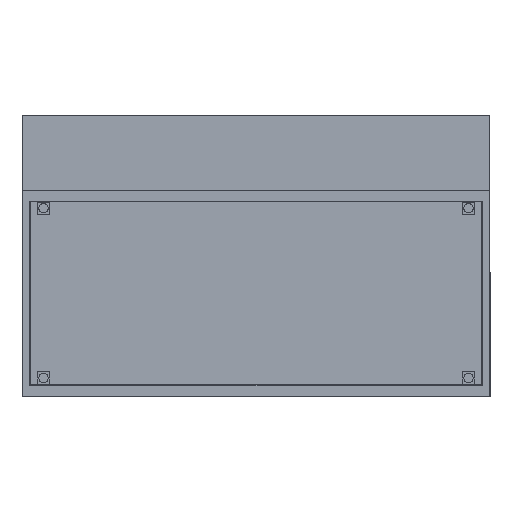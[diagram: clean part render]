
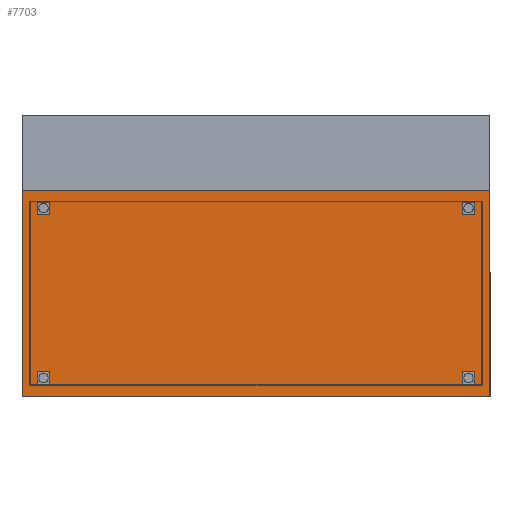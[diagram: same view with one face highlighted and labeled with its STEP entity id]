
A CAD part, front view. The second image highlights one B-rep face of the part: STEP entity #7703.
In plain terms, the highlighted planar face has unit normal (0, -1, 0).
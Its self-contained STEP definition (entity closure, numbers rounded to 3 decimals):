
#264=FACE_OUTER_BOUND('',#727,.T.);
#727=EDGE_LOOP('',(#5283,#5284,#5285,#5286));
#1268=LINE('',#11057,#2295);
#1271=LINE('',#11063,#2298);
#1274=LINE('',#11069,#2301);
#1277=LINE('',#11073,#2304);
#2295=VECTOR('',#8927,10.);
#2298=VECTOR('',#8932,10.);
#2301=VECTOR('',#8937,10.);
#2304=VECTOR('',#8942,10.);
#3282=VERTEX_POINT('',#11054);
#3283=VERTEX_POINT('',#11056);
#3285=VERTEX_POINT('',#11062);
#3287=VERTEX_POINT('',#11068);
#4054=EDGE_CURVE('',#3283,#3282,#1268,.T.);
#4057=EDGE_CURVE('',#3285,#3283,#1271,.T.);
#4060=EDGE_CURVE('',#3287,#3285,#1274,.T.);
#4063=EDGE_CURVE('',#3282,#3287,#1277,.T.);
#5283=ORIENTED_EDGE('',*,*,#4063,.T.);
#5284=ORIENTED_EDGE('',*,*,#4060,.T.);
#5285=ORIENTED_EDGE('',*,*,#4057,.T.);
#5286=ORIENTED_EDGE('',*,*,#4054,.T.);
#7272=PLANE('',#8232);
#7703=ADVANCED_FACE('',(#264),#7272,.T.);
#8232=AXIS2_PLACEMENT_3D('',#11074,#8943,#8944);
#8927=DIRECTION('',(1.,0.,0.));
#8932=DIRECTION('',(0.,0.,-1.));
#8937=DIRECTION('',(-1.,0.,0.));
#8942=DIRECTION('',(0.,0.,1.));
#8943=DIRECTION('center_axis',(0.,-1.,0.));
#8944=DIRECTION('ref_axis',(0.,0.,-1.));
#11054=CARTESIAN_POINT('',(750.,-360.,-451.));
#11056=CARTESIAN_POINT('',(-750.,-360.,-451.));
#11057=CARTESIAN_POINT('',(-750.,-360.,-451.));
#11062=CARTESIAN_POINT('',(-750.,-360.,211.));
#11063=CARTESIAN_POINT('',(-750.,-360.,451.));
#11068=CARTESIAN_POINT('',(750.,-360.,211.));
#11069=CARTESIAN_POINT('',(750.,-360.,211.));
#11073=CARTESIAN_POINT('',(750.,-360.,-451.));
#11074=CARTESIAN_POINT('Origin',(0.,-360.,-120.));
